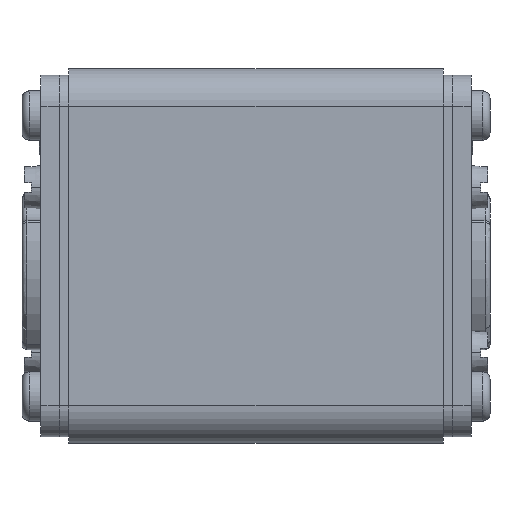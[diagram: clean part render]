
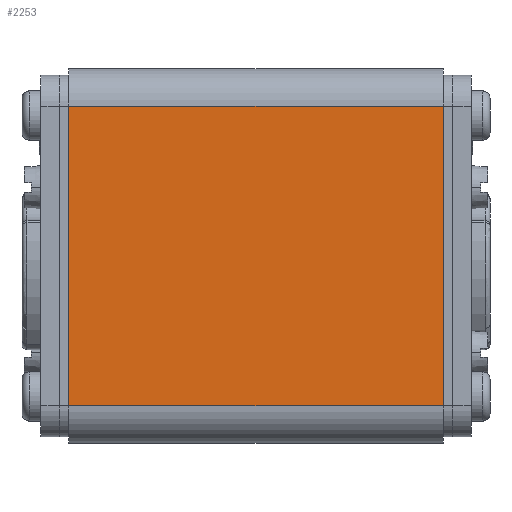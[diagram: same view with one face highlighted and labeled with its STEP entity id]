
A CAD part, left-side view. The second image highlights one B-rep face of the part: STEP entity #2253.
In plain terms, the highlighted face is planar.
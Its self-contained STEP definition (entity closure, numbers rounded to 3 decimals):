
#140=DIRECTION('',(-1.,0.,0.));
#141=VECTOR('',#140,48.);
#142=CARTESIAN_POINT('',(24.,30.,-30.));
#143=LINE('',#142,#141);
#626=DIRECTION('',(0.,0.,-1.));
#627=VECTOR('',#626,60.);
#628=CARTESIAN_POINT('',(24.,30.,30.));
#629=LINE('',#628,#627);
#633=DIRECTION('',(0.,0.,-1.));
#634=VECTOR('',#633,60.);
#635=CARTESIAN_POINT('',(-24.,30.,30.));
#636=LINE('',#635,#634);
#693=DIRECTION('',(-1.,0.,0.));
#694=VECTOR('',#693,48.);
#695=CARTESIAN_POINT('',(24.,30.,30.));
#696=LINE('',#695,#694);
#1702=CARTESIAN_POINT('',(24.,30.,-30.));
#1704=VERTEX_POINT('',#1702);
#1708=CARTESIAN_POINT('',(24.,30.,30.));
#1709=VERTEX_POINT('',#1708);
#1711=CARTESIAN_POINT('',(-24.,30.,-30.));
#1713=VERTEX_POINT('',#1711);
#1714=CARTESIAN_POINT('',(-24.,30.,30.));
#1715=VERTEX_POINT('',#1714);
#2241=CARTESIAN_POINT('',(30.,30.,-30.));
#2242=DIRECTION('',(0.,1.,0.));
#2243=DIRECTION('',(-1.,0.,0.));
#2244=AXIS2_PLACEMENT_3D('',#2241,#2242,#2243);
#2245=PLANE('',#2244);
#2246=ORIENTED_EDGE('',*,*,#1995,.F.);
#2248=ORIENTED_EDGE('',*,*,#2247,.T.);
#2249=ORIENTED_EDGE('',*,*,#2226,.T.);
#2250=ORIENTED_EDGE('',*,*,#1955,.F.);
#2251=EDGE_LOOP('',(#2246,#2248,#2249,#2250));
#2252=FACE_OUTER_BOUND('',#2251,.F.);
#1955=EDGE_CURVE('',#1704,#1713,#143,.T.);
#1995=EDGE_CURVE('',#1709,#1704,#629,.T.);
#2226=EDGE_CURVE('',#1715,#1713,#636,.T.);
#2247=EDGE_CURVE('',#1709,#1715,#696,.T.);
#2253=ADVANCED_FACE('',(#2252),#2245,.T.);
